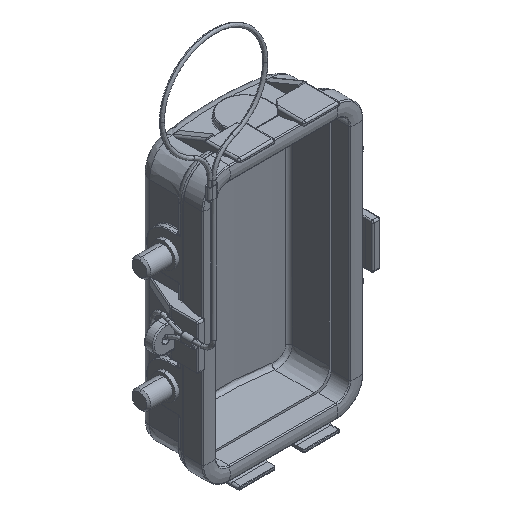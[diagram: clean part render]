
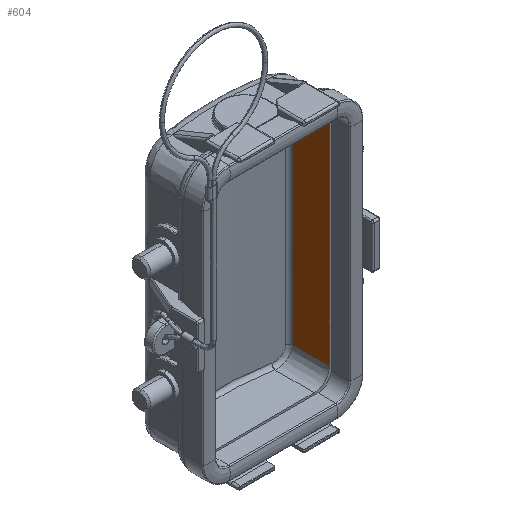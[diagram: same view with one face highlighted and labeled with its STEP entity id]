
A CAD part, isometric view. The second image highlights one B-rep face of the part: STEP entity #604.
In plain terms, the highlighted planar face has unit normal (-1, -0.009, 0).
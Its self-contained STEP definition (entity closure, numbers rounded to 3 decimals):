
#172 = EDGE_CURVE ( 'NONE', #11951, #4157, #15784, .T. ) ;
#604 = ADVANCED_FACE ( 'NONE', ( #10364 ), #14602, .F. ) ;
#2040 = CARTESIAN_POINT ( 'NONE',  ( 17.55, -8., 28.35 ) ) ;
#2492 = VECTOR ( 'NONE', #17589, 1000. ) ;
#2577 = DIRECTION ( 'NONE',  ( 1., 0.009, 0. ) ) ;
#4157 = VERTEX_POINT ( 'NONE', #14393 ) ;
#4278 = LINE ( 'NONE', #21386, #6188 ) ;
#4305 = DIRECTION ( 'NONE',  ( -0.009, 1., 0. ) ) ;
#4817 = LINE ( 'NONE', #14474, #13732 ) ;
#4941 = ORIENTED_EDGE ( 'NONE', *, *, #18458, .F. ) ;
#6188 = VECTOR ( 'NONE', #11006, 1000. ) ;
#7609 = DIRECTION ( 'NONE',  ( 0., 0., 1. ) ) ;
#9479 = CARTESIAN_POINT ( 'NONE',  ( 17.55, -8., -37.042 ) ) ;
#10074 = VERTEX_POINT ( 'NONE', #19287 ) ;
#10364 = FACE_OUTER_BOUND ( 'NONE', #17941, .T. ) ;
#10567 = EDGE_CURVE ( 'NONE', #10074, #11951, #4817, .T. ) ;
#10661 = EDGE_CURVE ( 'NONE', #19842, #10074, #4278, .T. ) ;
#11006 = DIRECTION ( 'NONE',  ( -0.009, 1., 0. ) ) ;
#11930 = VECTOR ( 'NONE', #17146, 1000. ) ;
#11951 = VERTEX_POINT ( 'NONE', #14412 ) ;
#13732 = VECTOR ( 'NONE', #7609, 1000. ) ;
#14393 = CARTESIAN_POINT ( 'NONE',  ( 17.55, -8., 28.35 ) ) ;
#14412 = CARTESIAN_POINT ( 'NONE',  ( 17.464, 1.814, 28.35 ) ) ;
#14474 = CARTESIAN_POINT ( 'NONE',  ( 17.464, 1.814, -37.042 ) ) ;
#14602 = PLANE ( 'NONE',  #15094 ) ;
#15094 = AXIS2_PLACEMENT_3D ( 'NONE', #9479, #2577, #4305 ) ;
#15784 = LINE ( 'NONE', #2040, #2492 ) ;
#17146 = DIRECTION ( 'NONE',  ( 0., 0., -1. ) ) ;
#17332 = ORIENTED_EDGE ( 'NONE', *, *, #172, .F. ) ;
#17589 = DIRECTION ( 'NONE',  ( 0.009, -1., 0. ) ) ;
#17941 = EDGE_LOOP ( 'NONE', ( #17332, #21638, #21945, #4941 ) ) ;
#18458 = EDGE_CURVE ( 'NONE', #4157, #19842, #18734, .T. ) ;
#18734 = LINE ( 'NONE', #22153, #11930 ) ;
#19287 = CARTESIAN_POINT ( 'NONE',  ( 17.464, 1.814, -28.35 ) ) ;
#19553 = CARTESIAN_POINT ( 'NONE',  ( 17.55, -8., -28.35 ) ) ;
#19842 = VERTEX_POINT ( 'NONE', #19553 ) ;
#21386 = CARTESIAN_POINT ( 'NONE',  ( 17.55, -8., -28.35 ) ) ;
#21638 = ORIENTED_EDGE ( 'NONE', *, *, #10567, .F. ) ;
#21945 = ORIENTED_EDGE ( 'NONE', *, *, #10661, .F. ) ;
#22153 = CARTESIAN_POINT ( 'NONE',  ( 17.55, -8., 0. ) ) ;
